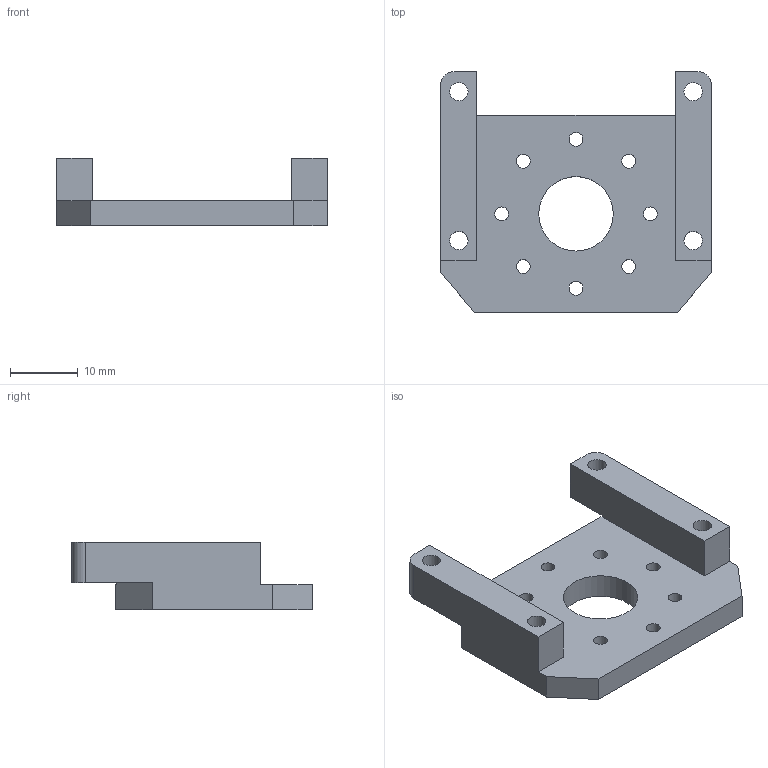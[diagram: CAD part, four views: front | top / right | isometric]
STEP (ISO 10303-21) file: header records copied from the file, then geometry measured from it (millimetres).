
FILE_DESCRIPTION(/* description */ (''),/* implementation_level */ '2;1');
FILE_NAME(/* name */ 'knee_connector.stp',/* time_stamp */ '2019-04-24T13:52:35+02:00',/* author */ ('jaspe'),/* organization */ (''),/* preprocessor_version */ 'ST-DEVELOPER v16.13',/* originating_system */ 'Autodesk Inventor 2018',/* authorisation */ '');
FILE_SCHEMA (('AUTOMOTIVE_DESIGN { 1 0 10303 214 3 1 1 }'));
Length unit declared in the file: millimetre
Products named in the file (1): knee_connector_new
Bounding box: 40 x 35.55 x 10 mm (x, y, z)
Volume: 5282.3 mm3; surface area: 3985.8 mm2
Topology: 1 solids, 1 shells, 35 faces, 99 edges, 66 vertices
Faces by surface type: plane 20, cylinder 15
Full cylindrical faces by diameter (mm): 2.05 x8, 2.7 x4, 11 x1
Entity records: 1169 total; most frequent: DIRECTION 188, CARTESIAN_POINT 188, ORIENTED_EDGE 172, EDGE_CURVE 86, EDGE_LOOP 74, VERTEX_POINT 66, AXIS2_PLACEMENT_3D 66, LINE 56
